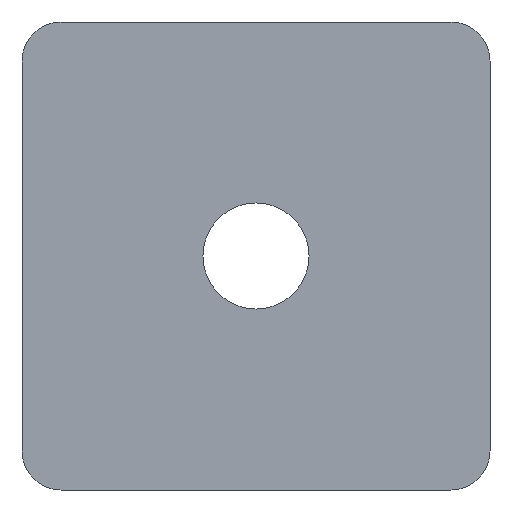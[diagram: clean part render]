
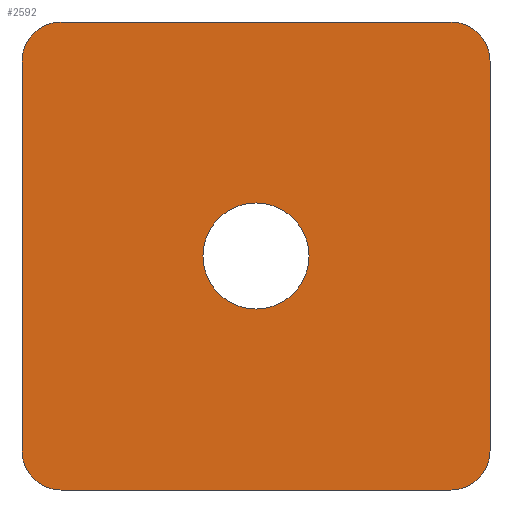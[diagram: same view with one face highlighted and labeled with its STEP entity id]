
A CAD part, front view. The second image highlights one B-rep face of the part: STEP entity #2592.
In plain terms, the highlighted planar face has unit normal (0, -1, 0).
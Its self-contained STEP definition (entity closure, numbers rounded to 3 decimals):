
#2 = AXIS2_PLACEMENT_3D ( 'NONE', #2132, #1457, #3107 ) ;
#106 = EDGE_LOOP ( 'NONE', ( #2840, #787, #1969, #2761, #653, #1224, #203, #2588 ) ) ;
#116 = CARTESIAN_POINT ( 'NONE',  ( 15., 0., -12.5 ) ) ;
#120 = VERTEX_POINT ( 'NONE', #2116 ) ;
#126 = LINE ( 'NONE', #2073, #1616 ) ;
#174 = VERTEX_POINT ( 'NONE', #2602 ) ;
#179 = EDGE_CURVE ( 'NONE', #2140, #519, #2290, .T. ) ;
#203 = ORIENTED_EDGE ( 'NONE', *, *, #817, .F. ) ;
#226 = DIRECTION ( 'NONE',  ( 0., 0., 1. ) ) ;
#227 = CIRCLE ( 'NONE', #570, 3.4 ) ;
#259 = VECTOR ( 'NONE', #226, 1000. ) ;
#284 = CARTESIAN_POINT ( 'NONE',  ( 12.5, 0., 15. ) ) ;
#348 = CARTESIAN_POINT ( 'NONE',  ( 12.5, 0., 12.5 ) ) ;
#423 = DIRECTION ( 'NONE',  ( 0., 1., 0. ) ) ;
#493 = CARTESIAN_POINT ( 'NONE',  ( -15., 0., -12.5 ) ) ;
#519 = VERTEX_POINT ( 'NONE', #116 ) ;
#526 = DIRECTION ( 'NONE',  ( 1., 0., 0. ) ) ;
#533 = VERTEX_POINT ( 'NONE', #1787 ) ;
#570 = AXIS2_PLACEMENT_3D ( 'NONE', #1191, #2863, #2640 ) ;
#572 = DIRECTION ( 'NONE',  ( 0., 1., 0. ) ) ;
#653 = ORIENTED_EDGE ( 'NONE', *, *, #2023, .F. ) ;
#667 = CIRCLE ( 'NONE', #2, 2.5 ) ;
#765 = CARTESIAN_POINT ( 'NONE',  ( 12.5, 0., 15. ) ) ;
#787 = ORIENTED_EDGE ( 'NONE', *, *, #179, .F. ) ;
#815 = VECTOR ( 'NONE', #526, 1000. ) ;
#817 = EDGE_CURVE ( 'NONE', #174, #2958, #667, .T. ) ;
#870 = CIRCLE ( 'NONE', #2876, 2.5 ) ;
#909 = DIRECTION ( 'NONE',  ( 0., 0., -1. ) ) ;
#917 = VERTEX_POINT ( 'NONE', #2717 ) ;
#1072 = DIRECTION ( 'NONE',  ( 0., 1., 0. ) ) ;
#1085 = CARTESIAN_POINT ( 'NONE',  ( 12.5, 0., -12.5 ) ) ;
#1094 = DIRECTION ( 'NONE',  ( 0., 0., 1. ) ) ;
#1177 = CIRCLE ( 'NONE', #1220, 2.5 ) ;
#1191 = CARTESIAN_POINT ( 'NONE',  ( 0., 0., 0. ) ) ;
#1220 = AXIS2_PLACEMENT_3D ( 'NONE', #1892, #423, #2852 ) ;
#1224 = ORIENTED_EDGE ( 'NONE', *, *, #1473, .F. ) ;
#1304 = EDGE_CURVE ( 'NONE', #519, #120, #1507, .T. ) ;
#1342 = FACE_OUTER_BOUND ( 'NONE', #106, .T. ) ;
#1374 = DIRECTION ( 'NONE',  ( 0., 1., 0. ) ) ;
#1408 = DIRECTION ( 'NONE',  ( 0., -1., 0. ) ) ;
#1457 = DIRECTION ( 'NONE',  ( 0., 1., 0. ) ) ;
#1473 = EDGE_CURVE ( 'NONE', #2958, #533, #2362, .T. ) ;
#1507 = CIRCLE ( 'NONE', #2872, 2.5 ) ;
#1529 = DIRECTION ( 'NONE',  ( 0., 0., 1. ) ) ;
#1552 = VERTEX_POINT ( 'NONE', #1687 ) ;
#1590 = EDGE_CURVE ( 'NONE', #917, #1552, #1870, .T. ) ;
#1609 = CARTESIAN_POINT ( 'NONE',  ( 15., 0., 12.5 ) ) ;
#1616 = VECTOR ( 'NONE', #2260, 1000. ) ;
#1641 = CARTESIAN_POINT ( 'NONE',  ( 0., 0., 0. ) ) ;
#1684 = VECTOR ( 'NONE', #909, 1000. ) ;
#1687 = CARTESIAN_POINT ( 'NONE',  ( 0., 0., 3.4 ) ) ;
#1762 = AXIS2_PLACEMENT_3D ( 'NONE', #1641, #1408, #2375 ) ;
#1787 = CARTESIAN_POINT ( 'NONE',  ( -15., 0., 12.5 ) ) ;
#1870 = CIRCLE ( 'NONE', #1762, 3.4 ) ;
#1876 = ORIENTED_EDGE ( 'NONE', *, *, #1920, .F. ) ;
#1892 = CARTESIAN_POINT ( 'NONE',  ( -12.5, 0., 12.5 ) ) ;
#1920 = EDGE_CURVE ( 'NONE', #1552, #917, #227, .T. ) ;
#1969 = ORIENTED_EDGE ( 'NONE', *, *, #2700, .F. ) ;
#1983 = CARTESIAN_POINT ( 'NONE',  ( -12.5, 0., 15. ) ) ;
#2023 = EDGE_CURVE ( 'NONE', #533, #2117, #1177, .T. ) ;
#2073 = CARTESIAN_POINT ( 'NONE',  ( 12.5, 0., -15. ) ) ;
#2116 = CARTESIAN_POINT ( 'NONE',  ( 12.5, 0., -15. ) ) ;
#2117 = VERTEX_POINT ( 'NONE', #1983 ) ;
#2132 = CARTESIAN_POINT ( 'NONE',  ( -12.5, 0., -12.5 ) ) ;
#2137 = CARTESIAN_POINT ( 'NONE',  ( -15., 0., 12.5 ) ) ;
#2140 = VERTEX_POINT ( 'NONE', #2248 ) ;
#2240 = EDGE_LOOP ( 'NONE', ( #2978, #1876 ) ) ;
#2248 = CARTESIAN_POINT ( 'NONE',  ( 15., 0., 12.5 ) ) ;
#2260 = DIRECTION ( 'NONE',  ( -1., 0., 0. ) ) ;
#2290 = LINE ( 'NONE', #1609, #1684 ) ;
#2362 = LINE ( 'NONE', #2137, #259 ) ;
#2375 = DIRECTION ( 'NONE',  ( 0., 0., -1. ) ) ;
#2433 = AXIS2_PLACEMENT_3D ( 'NONE', #1085, #572, #1529 ) ;
#2521 = PLANE ( 'NONE',  #2433 ) ;
#2543 = EDGE_CURVE ( 'NONE', #2117, #2972, #2901, .T. ) ;
#2565 = CARTESIAN_POINT ( 'NONE',  ( 12.5, 0., -12.5 ) ) ;
#2588 = ORIENTED_EDGE ( 'NONE', *, *, #2656, .F. ) ;
#2592 = ADVANCED_FACE ( 'NONE', ( #1342, #2763 ), #2521, .F. ) ;
#2602 = CARTESIAN_POINT ( 'NONE',  ( -12.5, 0., -15. ) ) ;
#2640 = DIRECTION ( 'NONE',  ( 0., 0., -1. ) ) ;
#2656 = EDGE_CURVE ( 'NONE', #120, #174, #126, .T. ) ;
#2700 = EDGE_CURVE ( 'NONE', #2972, #2140, #870, .T. ) ;
#2717 = CARTESIAN_POINT ( 'NONE',  ( 0., 0., -3.4 ) ) ;
#2734 = DIRECTION ( 'NONE',  ( 0., 0., 1. ) ) ;
#2761 = ORIENTED_EDGE ( 'NONE', *, *, #2543, .F. ) ;
#2763 = FACE_BOUND ( 'NONE', #2240, .T. ) ;
#2840 = ORIENTED_EDGE ( 'NONE', *, *, #1304, .F. ) ;
#2852 = DIRECTION ( 'NONE',  ( 0., 0., -1. ) ) ;
#2863 = DIRECTION ( 'NONE',  ( 0., -1., 0. ) ) ;
#2872 = AXIS2_PLACEMENT_3D ( 'NONE', #2565, #1374, #1094 ) ;
#2876 = AXIS2_PLACEMENT_3D ( 'NONE', #348, #1072, #2734 ) ;
#2901 = LINE ( 'NONE', #765, #815 ) ;
#2958 = VERTEX_POINT ( 'NONE', #493 ) ;
#2972 = VERTEX_POINT ( 'NONE', #284 ) ;
#2978 = ORIENTED_EDGE ( 'NONE', *, *, #1590, .F. ) ;
#3107 = DIRECTION ( 'NONE',  ( 0., 0., 1. ) ) ;
